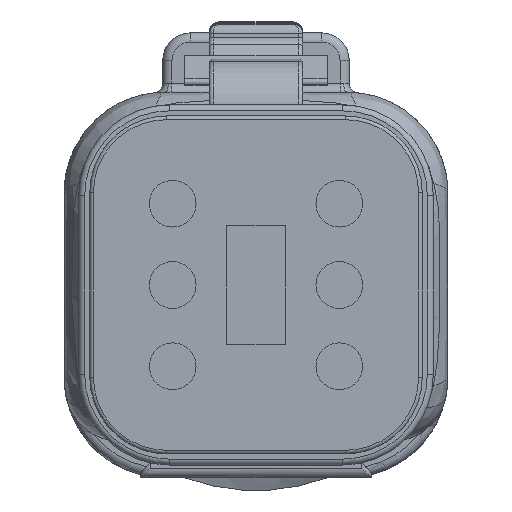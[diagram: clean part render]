
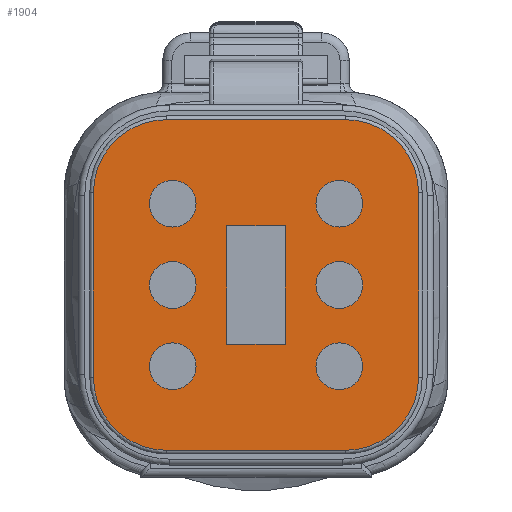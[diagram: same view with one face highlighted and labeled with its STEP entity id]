
A CAD part, front view. The second image highlights one B-rep face of the part: STEP entity #1904.
In plain terms, the highlighted planar face has unit normal (0, -1, 0).
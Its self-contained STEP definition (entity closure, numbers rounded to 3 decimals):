
#519=FACE_BOUND('',#3912,.T.);
#520=FACE_BOUND('',#3913,.T.);
#521=FACE_BOUND('',#3914,.T.);
#522=FACE_BOUND('',#3915,.T.);
#523=FACE_BOUND('',#3916,.T.);
#524=FACE_BOUND('',#3917,.T.);
#525=FACE_BOUND('',#3918,.T.);
#526=FACE_BOUND('',#3919,.T.);
#1076=PLANE('',#15162);
#1904=ADVANCED_FACE('',(#519,#520,#521,#522,#523,#524,#525,#526),#1076,
 .T.);
#3912=EDGE_LOOP('',(#9288,#9289,#9290,#9291,#9292,#9293,#9294,#9295));
#3913=EDGE_LOOP('',(#9296,#9297,#9298,#9299));
#3914=EDGE_LOOP('',(#9300));
#3915=EDGE_LOOP('',(#9301));
#3916=EDGE_LOOP('',(#9302));
#3917=EDGE_LOOP('',(#9303));
#3918=EDGE_LOOP('',(#9304));
#3919=EDGE_LOOP('',(#9305));
#4648=LINE('',#30606,#5382);
#4651=LINE('',#30612,#5385);
#4653=LINE('',#30616,#5387);
#4655=LINE('',#30620,#5389);
#4656=LINE('',#30625,#5390);
#4657=LINE('',#30629,#5391);
#4658=LINE('',#30633,#5392);
#4659=LINE('',#30637,#5393);
#5382=VECTOR('',#19032,1.);
#5385=VECTOR('',#19037,1.);
#5387=VECTOR('',#19041,1.);
#5389=VECTOR('',#19045,1.);
#5390=VECTOR('',#19050,1.);
#5391=VECTOR('',#19053,1.);
#5392=VECTOR('',#19056,1.);
#5393=VECTOR('',#19059,1.);
#9288=ORIENTED_EDGE('',*,*,#12611,.T.);
#9289=ORIENTED_EDGE('',*,*,#12612,.T.);
#9290=ORIENTED_EDGE('',*,*,#12613,.T.);
#9291=ORIENTED_EDGE('',*,*,#12614,.T.);
#9292=ORIENTED_EDGE('',*,*,#12615,.T.);
#9293=ORIENTED_EDGE('',*,*,#12616,.T.);
#9294=ORIENTED_EDGE('',*,*,#12617,.T.);
#9295=ORIENTED_EDGE('',*,*,#12618,.T.);
#9296=ORIENTED_EDGE('',*,*,#12610,.F.);
#9297=ORIENTED_EDGE('',*,*,#12608,.F.);
#9298=ORIENTED_EDGE('',*,*,#12606,.F.);
#9299=ORIENTED_EDGE('',*,*,#12603,.F.);
#9300=ORIENTED_EDGE('',*,*,#12602,.F.);
#9301=ORIENTED_EDGE('',*,*,#12601,.F.);
#9302=ORIENTED_EDGE('',*,*,#12600,.F.);
#9303=ORIENTED_EDGE('',*,*,#12599,.F.);
#9304=ORIENTED_EDGE('',*,*,#12598,.F.);
#9305=ORIENTED_EDGE('',*,*,#12597,.F.);
#10619=VERTEX_POINT('',#30589);
#10620=VERTEX_POINT('',#30592);
#10621=VERTEX_POINT('',#30595);
#10622=VERTEX_POINT('',#30598);
#10623=VERTEX_POINT('',#30601);
#10624=VERTEX_POINT('',#30604);
#10625=VERTEX_POINT('',#30607);
#10626=VERTEX_POINT('',#30608);
#10627=VERTEX_POINT('',#30613);
#10628=VERTEX_POINT('',#30617);
#10629=VERTEX_POINT('',#30623);
#10630=VERTEX_POINT('',#30624);
#10631=VERTEX_POINT('',#30626);
#10632=VERTEX_POINT('',#30628);
#10633=VERTEX_POINT('',#30630);
#10634=VERTEX_POINT('',#30632);
#10635=VERTEX_POINT('',#30634);
#10636=VERTEX_POINT('',#30636);
#12597=EDGE_CURVE('',#10619,#10619,#13555,.T.);
#12598=EDGE_CURVE('',#10620,#10620,#13556,.T.);
#12599=EDGE_CURVE('',#10621,#10621,#13557,.T.);
#12600=EDGE_CURVE('',#10622,#10622,#13558,.T.);
#12601=EDGE_CURVE('',#10623,#10623,#13559,.T.);
#12602=EDGE_CURVE('',#10624,#10624,#13560,.T.);
#12603=EDGE_CURVE('',#10625,#10626,#4648,.T.);
#12606=EDGE_CURVE('',#10626,#10627,#4651,.T.);
#12608=EDGE_CURVE('',#10627,#10628,#4653,.T.);
#12610=EDGE_CURVE('',#10628,#10625,#4655,.T.);
#12611=EDGE_CURVE('',#10629,#10630,#13561,.T.);
#12612=EDGE_CURVE('',#10630,#10631,#4656,.T.);
#12613=EDGE_CURVE('',#10631,#10632,#13562,.T.);
#12614=EDGE_CURVE('',#10632,#10633,#4657,.T.);
#12615=EDGE_CURVE('',#10633,#10634,#13563,.T.);
#12616=EDGE_CURVE('',#10634,#10635,#4658,.T.);
#12617=EDGE_CURVE('',#10635,#10636,#13564,.T.);
#12618=EDGE_CURVE('',#10636,#10629,#4659,.T.);
#13555=CIRCLE('',#15142,1.28);
#13556=CIRCLE('',#15144,1.28);
#13557=CIRCLE('',#15146,1.28);
#13558=CIRCLE('',#15148,1.28);
#13559=CIRCLE('',#15150,1.28);
#13560=CIRCLE('',#15152,1.28);
#13561=CIRCLE('',#15158,4.);
#13562=CIRCLE('',#15159,4.);
#13563=CIRCLE('',#15160,4.);
#13564=CIRCLE('',#15161,4.);
#15142=AXIS2_PLACEMENT_3D('',#30588,#19008,#19009);
#15144=AXIS2_PLACEMENT_3D('',#30591,#19012,#19013);
#15146=AXIS2_PLACEMENT_3D('',#30594,#19016,#19017);
#15148=AXIS2_PLACEMENT_3D('',#30597,#19020,#19021);
#15150=AXIS2_PLACEMENT_3D('',#30600,#19024,#19025);
#15152=AXIS2_PLACEMENT_3D('',#30603,#19028,#19029);
#15158=AXIS2_PLACEMENT_3D('',#30622,#19048,#19049);
#15159=AXIS2_PLACEMENT_3D('',#30627,#19051,#19052);
#15160=AXIS2_PLACEMENT_3D('',#30631,#19054,#19055);
#15161=AXIS2_PLACEMENT_3D('',#30635,#19057,#19058);
#15162=AXIS2_PLACEMENT_3D('',#30638,#19060,#19061);
#19008=DIRECTION('',(0.,-1.,0.));
#19009=DIRECTION('',(1.,0.,0.));
#19012=DIRECTION('',(0.,-1.,0.));
#19013=DIRECTION('',(1.,0.,0.));
#19016=DIRECTION('',(0.,-1.,0.));
#19017=DIRECTION('',(1.,0.,0.));
#19020=DIRECTION('',(0.,-1.,0.));
#19021=DIRECTION('',(1.,0.,0.));
#19024=DIRECTION('',(0.,-1.,0.));
#19025=DIRECTION('',(1.,0.,0.));
#19028=DIRECTION('',(0.,-1.,0.));
#19029=DIRECTION('',(1.,0.,0.));
#19032=DIRECTION('',(1.,0.,0.));
#19037=DIRECTION('',(0.,0.,1.));
#19041=DIRECTION('',(-1.,0.,0.));
#19045=DIRECTION('',(0.,0.,-1.));
#19048=DIRECTION('',(0.,-1.,0.));
#19049=DIRECTION('',(0.,0.,-1.));
#19050=DIRECTION('',(0.,0.,1.));
#19051=DIRECTION('',(0.,-1.,0.));
#19052=DIRECTION('',(0.,0.,-1.));
#19053=DIRECTION('',(-1.,0.,0.));
#19054=DIRECTION('',(0.,-1.,0.));
#19055=DIRECTION('',(0.,0.,-1.));
#19056=DIRECTION('',(0.,0.,-1.));
#19057=DIRECTION('',(0.,-1.,0.));
#19058=DIRECTION('',(0.,0.,-1.));
#19059=DIRECTION('',(1.,0.,0.));
#19060=DIRECTION('',(0.,-1.,0.));
#19061=DIRECTION('',(0.,0.,1.));
#30588=CARTESIAN_POINT('',(4.56,0.,0.));
#30589=CARTESIAN_POINT('',(5.84,0.,0.));
#30591=CARTESIAN_POINT('',(-4.56,0.,4.45));
#30592=CARTESIAN_POINT('',(-3.28,0.,4.45));
#30594=CARTESIAN_POINT('',(-4.56,0.,-4.45));
#30595=CARTESIAN_POINT('',(-3.28,0.,-4.45));
#30597=CARTESIAN_POINT('',(-4.56,0.,0.));
#30598=CARTESIAN_POINT('',(-3.28,0.,0.));
#30600=CARTESIAN_POINT('',(4.56,0.,-4.45));
#30601=CARTESIAN_POINT('',(5.84,0.,-4.45));
#30603=CARTESIAN_POINT('',(4.56,0.,4.45));
#30604=CARTESIAN_POINT('',(5.84,0.,4.45));
#30606=CARTESIAN_POINT('',(-1.6,0.,-3.25));
#30607=CARTESIAN_POINT('',(-1.6,0.,-3.25));
#30608=CARTESIAN_POINT('',(1.6,0.,-3.25));
#30612=CARTESIAN_POINT('',(1.6,0.,-3.25));
#30613=CARTESIAN_POINT('',(1.6,0.,3.25));
#30616=CARTESIAN_POINT('',(1.6,0.,3.25));
#30617=CARTESIAN_POINT('',(-1.6,0.,3.25));
#30620=CARTESIAN_POINT('',(-1.6,0.,3.25));
#30622=CARTESIAN_POINT('',(4.9,0.,-5.05));
#30623=CARTESIAN_POINT('',(4.9,0.,-9.05));
#30624=CARTESIAN_POINT('',(8.9,0.,-5.05));
#30625=CARTESIAN_POINT('',(8.9,0.,5.05));
#30626=CARTESIAN_POINT('',(8.9,0.,5.05));
#30627=CARTESIAN_POINT('',(4.9,0.,5.05));
#30628=CARTESIAN_POINT('',(4.9,0.,9.05));
#30629=CARTESIAN_POINT('',(-4.9,0.,9.05));
#30630=CARTESIAN_POINT('',(-4.9,0.,9.05));
#30631=CARTESIAN_POINT('',(-4.9,0.,5.05));
#30632=CARTESIAN_POINT('',(-8.9,0.,5.05));
#30633=CARTESIAN_POINT('',(-8.9,0.,-5.05));
#30634=CARTESIAN_POINT('',(-8.9,0.,-5.05));
#30635=CARTESIAN_POINT('',(-4.9,0.,-5.05));
#30636=CARTESIAN_POINT('',(-4.9,0.,-9.05));
#30637=CARTESIAN_POINT('',(4.9,0.,-9.05));
#30638=CARTESIAN_POINT('',(-4.9,0.,-5.05));
